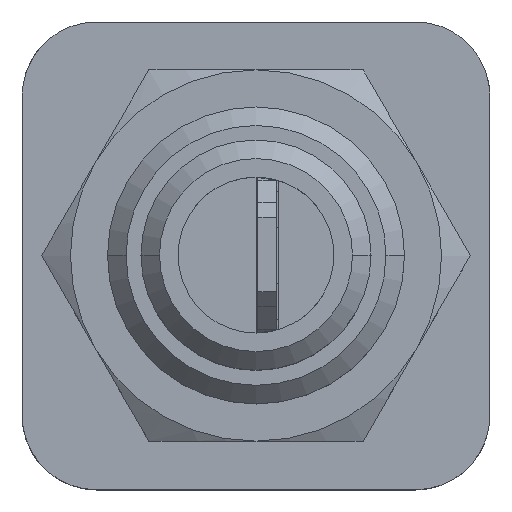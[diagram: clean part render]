
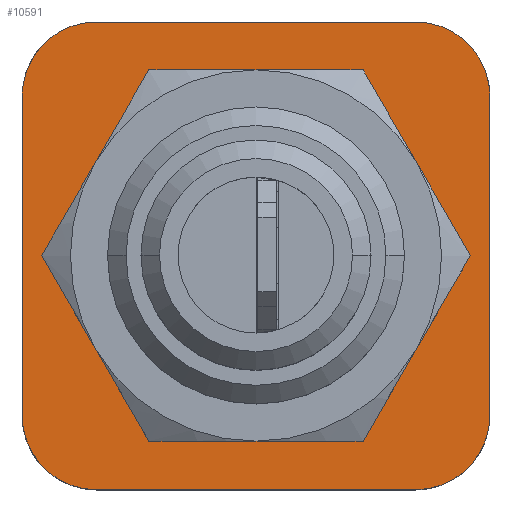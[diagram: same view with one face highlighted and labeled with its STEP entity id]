
A CAD part, top view. The second image highlights one B-rep face of the part: STEP entity #10591.
In plain terms, the highlighted planar face has unit normal (0, 0, 1).
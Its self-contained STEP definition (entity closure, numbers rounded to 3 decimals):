
#6929=DIRECTION('',(1.,0.,0.));
#6930=VECTOR('',#6929,0.219);
#6931=CARTESIAN_POINT('',(3.831,-1.15,18.1));
#6932=LINE('',#6931,#6930);
#6933=CARTESIAN_POINT('',(4.05,0.,18.1));
#6934=DIRECTION('',(0.,0.,1.));
#6935=DIRECTION('',(0.,-1.,0.));
#6936=AXIS2_PLACEMENT_3D('',#6933,#6934,#6935);
#6938=DIRECTION('',(-1.,0.,0.));
#6939=VECTOR('',#6938,0.219);
#6940=CARTESIAN_POINT('',(4.05,1.15,18.1));
#6941=LINE('',#6940,#6939);
#6942=CARTESIAN_POINT('',(0.,0.,18.1));
#6943=DIRECTION('',(0.,0.,1.));
#6944=DIRECTION('',(0.958,0.288,0.));
#6945=AXIS2_PLACEMENT_3D('',#6942,#6943,#6944);
#6947=CARTESIAN_POINT('',(0.,0.,18.1));
#6948=DIRECTION('',(0.,0.,1.));
#6949=DIRECTION('',(-1.,0.,0.));
#6950=AXIS2_PLACEMENT_3D('',#6947,#6948,#6949);
#6952=DIRECTION('',(1.,0.,0.));
#6953=VECTOR('',#6952,8.6);
#6954=CARTESIAN_POINT('',(-4.3,6.3,18.1));
#6955=LINE('',#6954,#6953);
#6956=DIRECTION('',(0.,-1.,0.));
#6957=VECTOR('',#6956,8.6);
#6958=CARTESIAN_POINT('',(6.3,4.3,18.1));
#6959=LINE('',#6958,#6957);
#6960=DIRECTION('',(-1.,0.,0.));
#6961=VECTOR('',#6960,8.6);
#6962=CARTESIAN_POINT('',(4.3,-6.3,18.1));
#6963=LINE('',#6962,#6961);
#6964=DIRECTION('',(0.,1.,0.));
#6965=VECTOR('',#6964,8.6);
#6966=CARTESIAN_POINT('',(-6.3,-4.3,18.1));
#6967=LINE('',#6966,#6965);
#6989=CARTESIAN_POINT('',(-4.3,4.3,18.1));
#6990=DIRECTION('',(0.,0.,1.));
#6991=DIRECTION('',(0.,1.,0.));
#6992=AXIS2_PLACEMENT_3D('',#6989,#6990,#6991);
#7020=CARTESIAN_POINT('',(-4.3,-4.3,18.1));
#7021=DIRECTION('',(0.,0.,1.));
#7022=DIRECTION('',(-1.,0.,0.));
#7023=AXIS2_PLACEMENT_3D('',#7020,#7021,#7022);
#8959=CARTESIAN_POINT('',(4.3,-4.3,18.1));
#8960=DIRECTION('',(0.,0.,1.));
#8961=DIRECTION('',(0.,-1.,0.));
#8962=AXIS2_PLACEMENT_3D('',#8959,#8960,#8961);
#8977=CARTESIAN_POINT('',(4.3,4.3,18.1));
#8978=DIRECTION('',(0.,0.,1.));
#8979=DIRECTION('',(1.,0.,0.));
#8980=AXIS2_PLACEMENT_3D('',#8977,#8978,#8979);
#9698=CARTESIAN_POINT('',(3.831,-1.15,18.1));
#9699=VERTEX_POINT('',#9698);
#9702=CARTESIAN_POINT('',(3.831,1.15,18.1));
#9703=VERTEX_POINT('',#9702);
#9704=CARTESIAN_POINT('',(4.05,-1.15,18.1));
#9705=VERTEX_POINT('',#9704);
#9706=CARTESIAN_POINT('',(4.05,1.15,18.1));
#9707=VERTEX_POINT('',#9706);
#9708=CARTESIAN_POINT('',(-4.,0.,18.1));
#9709=VERTEX_POINT('',#9708);
#9754=CARTESIAN_POINT('',(-4.3,6.3,18.1));
#9755=VERTEX_POINT('',#9754);
#9756=CARTESIAN_POINT('',(-6.3,4.3,18.1));
#9757=VERTEX_POINT('',#9756);
#9759=CARTESIAN_POINT('',(4.3,6.3,18.1));
#9761=VERTEX_POINT('',#9759);
#9765=CARTESIAN_POINT('',(6.3,4.3,18.1));
#9766=VERTEX_POINT('',#9765);
#9768=CARTESIAN_POINT('',(6.3,-4.3,18.1));
#9770=VERTEX_POINT('',#9768);
#9774=CARTESIAN_POINT('',(4.3,-6.3,18.1));
#9775=VERTEX_POINT('',#9774);
#9777=CARTESIAN_POINT('',(-4.3,-6.3,18.1));
#9779=VERTEX_POINT('',#9777);
#9783=CARTESIAN_POINT('',(-6.3,-4.3,18.1));
#9784=VERTEX_POINT('',#9783);
#10560=CARTESIAN_POINT('',(0.,0.,18.1));
#10561=DIRECTION('',(0.,0.,-1.));
#10562=DIRECTION('',(0.,-1.,0.));
#10563=AXIS2_PLACEMENT_3D('',#10560,#10561,#10562);
#10564=PLANE('',#10563);
#10566=ORIENTED_EDGE('',*,*,#10565,.F.);
#10568=ORIENTED_EDGE('',*,*,#10567,.T.);
#10570=ORIENTED_EDGE('',*,*,#10569,.F.);
#10572=ORIENTED_EDGE('',*,*,#10571,.T.);
#10574=ORIENTED_EDGE('',*,*,#10573,.F.);
#10576=ORIENTED_EDGE('',*,*,#10575,.T.);
#10578=ORIENTED_EDGE('',*,*,#10577,.F.);
#10580=ORIENTED_EDGE('',*,*,#10579,.T.);
#10581=EDGE_LOOP('',(#10566,#10568,#10570,#10572,#10574,#10576,#10578,#10580));
#10582=FACE_OUTER_BOUND('',#10581,.F.);
#10583=ORIENTED_EDGE('',*,*,#10527,.T.);
#10584=ORIENTED_EDGE('',*,*,#10544,.T.);
#10586=ORIENTED_EDGE('',*,*,#10585,.T.);
#10587=ORIENTED_EDGE('',*,*,#10457,.T.);
#10588=ORIENTED_EDGE('',*,*,#10503,.T.);
#10589=EDGE_LOOP('',(#10583,#10584,#10586,#10587,#10588));
#10590=FACE_BOUND('',#10589,.F.);
#10591=ADVANCED_FACE('',(#10582,#10590),#10564,.F.);
#6937=CIRCLE('',#6936,1.15);
#6946=CIRCLE('',#6945,4.);
#6951=CIRCLE('',#6950,4.);
#6993=CIRCLE('',#6992,2.);
#7024=CIRCLE('',#7023,2.);
#8963=CIRCLE('',#8962,2.);
#8981=CIRCLE('',#8980,2.);
#10457=EDGE_CURVE('',#9703,#9709,#6946,.T.);
#10503=EDGE_CURVE('',#9709,#9699,#6951,.T.);
#10527=EDGE_CURVE('',#9699,#9705,#6932,.T.);
#10544=EDGE_CURVE('',#9705,#9707,#6937,.T.);
#10565=EDGE_CURVE('',#9755,#9757,#6993,.T.);
#10567=EDGE_CURVE('',#9755,#9761,#6955,.T.);
#10569=EDGE_CURVE('',#9766,#9761,#8981,.T.);
#10571=EDGE_CURVE('',#9766,#9770,#6959,.T.);
#10573=EDGE_CURVE('',#9775,#9770,#8963,.T.);
#10575=EDGE_CURVE('',#9775,#9779,#6963,.T.);
#10577=EDGE_CURVE('',#9784,#9779,#7024,.T.);
#10579=EDGE_CURVE('',#9784,#9757,#6967,.T.);
#10585=EDGE_CURVE('',#9707,#9703,#6941,.T.);
